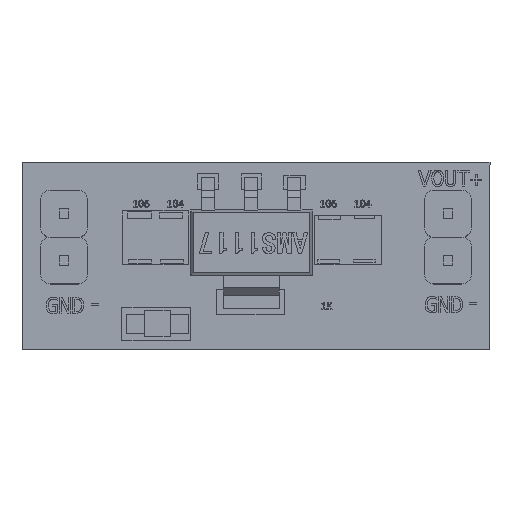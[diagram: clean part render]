
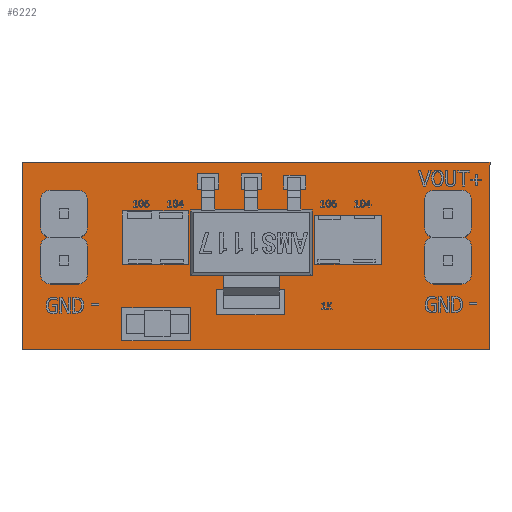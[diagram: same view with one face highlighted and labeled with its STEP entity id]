
A CAD part, top view. The second image highlights one B-rep face of the part: STEP entity #6222.
In plain terms, the highlighted planar face has unit normal (0, 0, 1).
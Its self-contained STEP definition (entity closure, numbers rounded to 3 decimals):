
#786=FACE_OUTER_BOUND('',#1053,.T.);
#1053=EDGE_LOOP('',(#5264,#5265,#5266,#5267));
#1699=LINE('',#9759,#1882);
#1702=LINE('',#9762,#1884);
#1705=LINE('',#9764,#1885);
#1708=LINE('',#9758,#1886);
#1882=VECTOR('',#6776,10.);
#1884=VECTOR('',#6779,10.);
#1885=VECTOR('',#6778,10.);
#1886=VECTOR('',#6777,10.);
#2730=VERTEX_POINT('',#9758);
#2731=VERTEX_POINT('',#9759);
#2733=VERTEX_POINT('',#9762);
#2735=VERTEX_POINT('',#9764);
#3785=EDGE_CURVE('',#2731,#2730,#1699,.T.);
#3788=EDGE_CURVE('',#2733,#2731,#1702,.T.);
#3791=EDGE_CURVE('',#2735,#2733,#1705,.T.);
#3794=EDGE_CURVE('',#2730,#2735,#1708,.T.);
#5264=ORIENTED_EDGE('',*,*,#3794,.T.);
#5265=ORIENTED_EDGE('',*,*,#3791,.T.);
#5266=ORIENTED_EDGE('',*,*,#3788,.T.);
#5267=ORIENTED_EDGE('',*,*,#3785,.T.);
#5730=PLANE('',#6684);
#6222=ADVANCED_FACE('',(#786),#5730,.T.);
#6684=AXIS2_PLACEMENT_3D('',#9766,#6780,#6805);
#6776=DIRECTION('',(-1.,0.,0.));
#6777=DIRECTION('',(0.,-1.,0.));
#6778=DIRECTION('',(1.,0.,0.));
#6779=DIRECTION('',(0.,1.,0.));
#6780=DIRECTION('center_axis',(0.,0.,1.));
#6805=DIRECTION('ref_axis',(1.,0.,0.));
#9758=CARTESIAN_POINT('',(0.,10.,1.));
#9759=CARTESIAN_POINT('',(25.,10.,1.));
#9762=CARTESIAN_POINT('',(25.,0.,1.));
#9764=CARTESIAN_POINT('',(0.,0.,1.));
#9766=CARTESIAN_POINT('Origin',(12.5,5.,1.));
